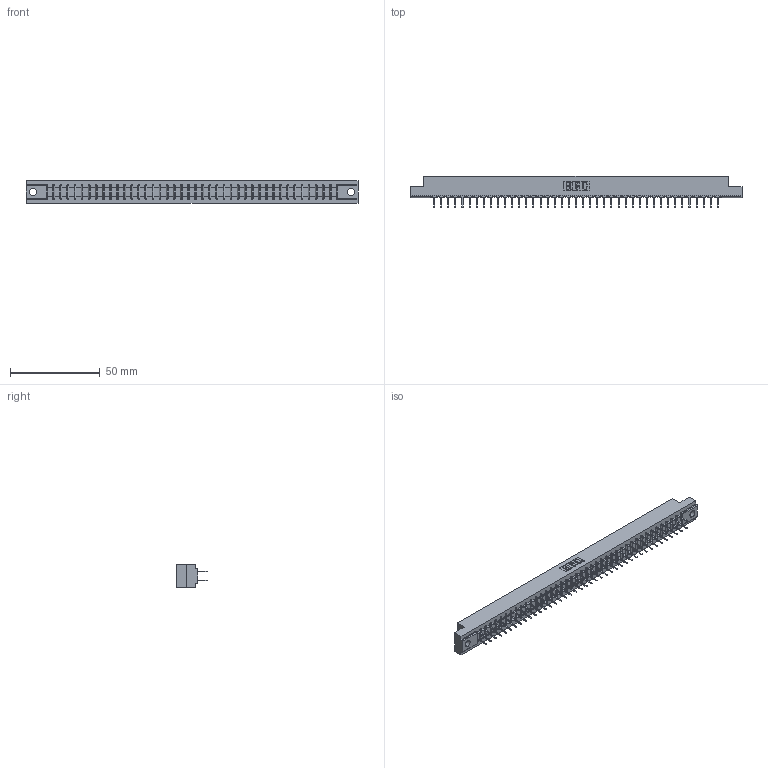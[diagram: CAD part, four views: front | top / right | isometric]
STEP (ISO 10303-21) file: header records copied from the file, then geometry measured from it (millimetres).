
FILE_DESCRIPTION (( 'STEP AP203' ), '1' );
FILE_NAME ('357-082-524-204.STEP', '2018-08-13T00:17:13', ( '' ), ( '' ), 'SwSTEP 2.0', 'SolidWorks 2016', '' );
FILE_SCHEMA (( 'CONFIG_CONTROL_DESIGN' ));
Length unit declared in the file: inch
Products named in the file (3): 307 Part_.156 Dia Mounting Holes; 307-290-001_524; 357-082-524-204
Assembly tree (83 placements, depth 2):
  357-082-524-204
    307 Part_.156 Dia Mounting Holes
    307-290-001_524  x82
Bounding box: 185.47 x 17.42 x 12.7 mm (x, y, z)
Volume: 19583.1 mm3; surface area: 23494.1 mm2
Topology: 83 solids, 83 shells, 3946 faces, 11019 edges, 7122 vertices
Faces by surface type: plane 2626, cylinder 1236, sphere 84
Entity records: 36970 total; most frequent: CARTESIAN_POINT 6051, ORIENTED_EDGE 5994, DIRECTION 5919, EDGE_CURVE 2997, VECTOR 2307, LINE 2307, VERTEX_POINT 1938, AXIS2_PLACEMENT_3D 1806
